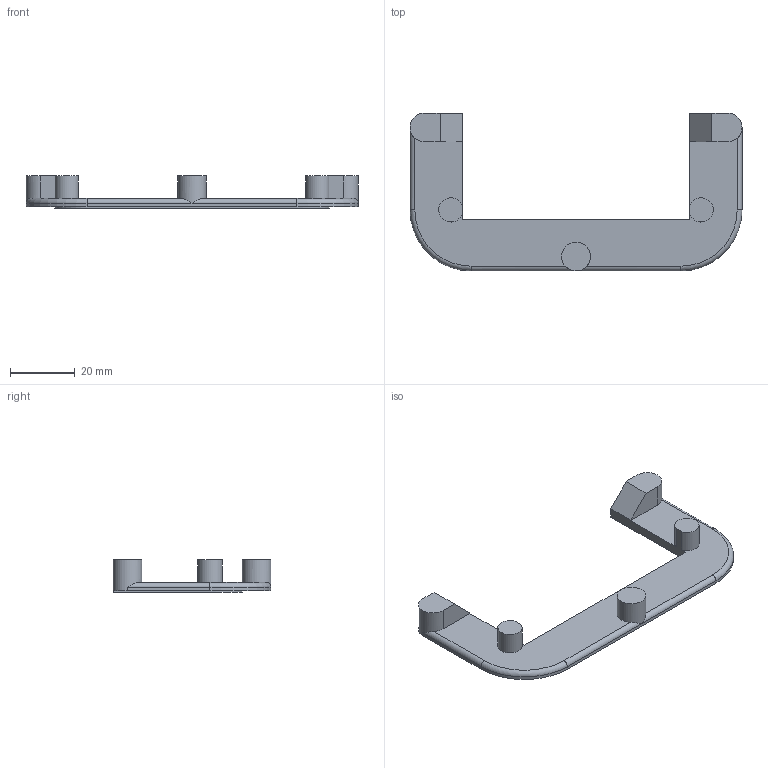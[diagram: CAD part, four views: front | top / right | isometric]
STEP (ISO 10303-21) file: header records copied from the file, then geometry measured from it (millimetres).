
FILE_DESCRIPTION(/* description */ ('STEP AP242','CAx-IF Rec.Pracs.---Representation and Presentation of Product Manufacturing Information (PMI)---4.0---2014-10-13','CAx-IF Rec.Pracs.---3D Tessellated Geometry---0.4---2014-09-14','2;1'),/* implementation_level */ '2;1');
FILE_NAME(/* name */ '61d20814299dc47fae300ffe',/* time_stamp */ '2022-01-02T20:16:21+00:00',/* author */ (''),/* organization */ (''),/* preprocessor_version */ 'ST-DEVELOPER v18.101',/* originating_system */ ' ',/* authorisation */ ' ');
FILE_SCHEMA (('AP242_MANAGED_MODEL_BASED_3D_ENGINEERING_MIM_LF { 1 0 10303 442 1 1 4 }'));
Length unit declared in the file: metre
Products named in the file (1): Part 3
Bounding box: 102.8 x 48.9 x 10 mm (x, y, z)
Volume: 8911.4 mm3; surface area: 7445.9 mm2
Topology: 1 solids, 1 shells, 52 faces, 130 edges, 85 vertices
Faces by surface type: plane 32, cylinder 18, torus 2
Full cylindrical faces by diameter (mm): 4 x5, 8.9 x1
Entity records: 1541 total; most frequent: CARTESIAN_POINT 276, DIRECTION 261, ORIENTED_EDGE 246, EDGE_CURVE 123, AXIS2_PLACEMENT_3D 89, VERTEX_POINT 84, LINE 83, VECTOR 83
